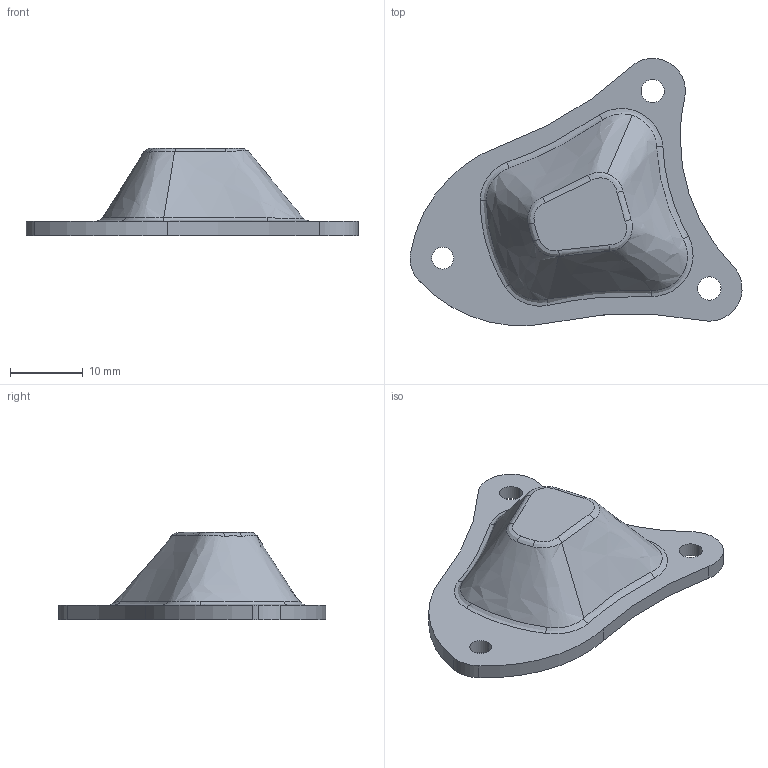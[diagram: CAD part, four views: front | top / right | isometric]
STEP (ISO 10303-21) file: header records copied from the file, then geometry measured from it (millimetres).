
FILE_DESCRIPTION (( 'STEP AP214' ), '1' );
FILE_NAME ('Arm feet.STEP', '2023-07-28T09:49:52', ( '' ), ( '' ), 'SwSTEP 2.0', 'SolidWorks 2021', '' );
FILE_SCHEMA (( 'AUTOMOTIVE_DESIGN' ));
Length unit declared in the file: millimetre
Products named in the file (1): Arm feet
Bounding box: 45.71 x 36.78 x 12 mm (x, y, z)
Volume: 2605.9 mm3; surface area: 3142.1 mm2
Topology: 1 solids, 1 shells, 57 faces, 172 edges, 119 vertices
Faces by surface type: bspline 28, cylinder 25, plane 4
Entity records: 4962 total; most frequent: CARTESIAN_POINT 3562, ORIENTED_EDGE 344, DIRECTION 215, EDGE_CURVE 172, VERTEX_POINT 119, AXIS2_PLACEMENT_3D 95, B_SPLINE_CURVE_WITH_KNOTS 82, CIRCLE 65
